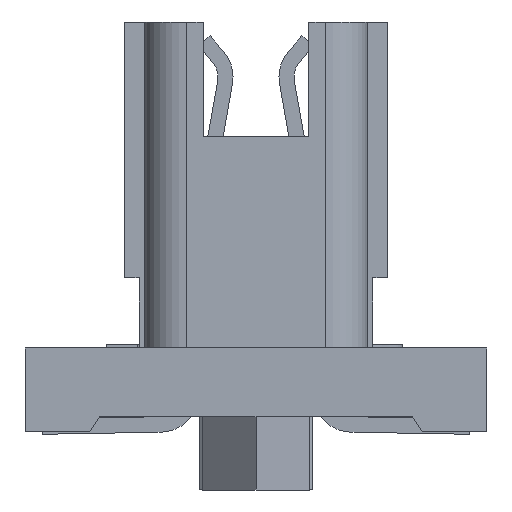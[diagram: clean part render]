
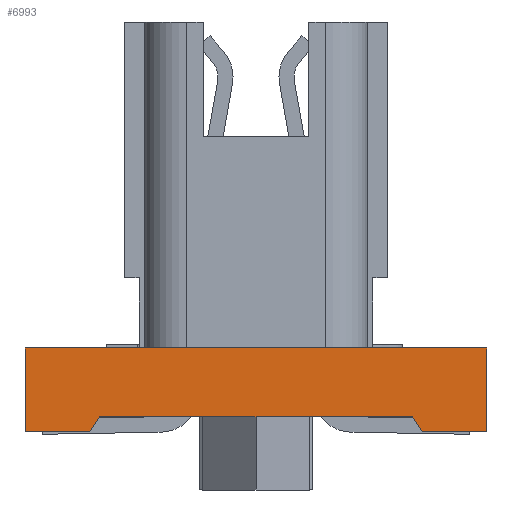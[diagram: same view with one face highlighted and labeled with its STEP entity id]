
A CAD part, left-side view. The second image highlights one B-rep face of the part: STEP entity #6993.
In plain terms, the highlighted planar face has unit normal (-1, 0, 0).
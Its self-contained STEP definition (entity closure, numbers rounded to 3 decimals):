
#6759=CARTESIAN_POINT('',(-17.95,3.025,1.13));
#6760=VERTEX_POINT('',#6759);
#6769=CARTESIAN_POINT('',(-17.95,-3.025,1.13));
#6770=VERTEX_POINT('',#6769);
#6771=CARTESIAN_POINT('',(-17.95,-3.025,1.13));
#6772=DIRECTION('',(0.0,1.0,0.0));
#6773=VECTOR('',#6772,6.05);
#6774=LINE('',#6771,#6773);
#6775=EDGE_CURVE('',#6770,#6760,#6774,.T.);
#6919=CARTESIAN_POINT('',(-17.95,3.025,0.03));
#6920=VERTEX_POINT('',#6919);
#6927=CARTESIAN_POINT('',(-17.95,3.025,1.13));
#6928=DIRECTION('',(0.0,0.0,-1.0));
#6929=VECTOR('',#6928,1.1);
#6930=LINE('',#6927,#6929);
#6931=EDGE_CURVE('',#6760,#6920,#6930,.T.);
#6938=CARTESIAN_POINT('',(-17.95,-3.328,-0.025));
#6939=DIRECTION('',(1.0,0.0,0.0));
#6940=DIRECTION('',(0.0,0.0,-1.0));
#6941=AXIS2_PLACEMENT_3D('',#6938,#6939,#6940);
#6942=PLANE('',#6941);
#6943=ORIENTED_EDGE('',*,*,#6931,.T.);
#6944=CARTESIAN_POINT('',(-17.95,2.175,0.03));
#6945=VERTEX_POINT('',#6944);
#6946=CARTESIAN_POINT('',(-17.95,3.025,0.03));
#6947=DIRECTION('',(0.0,-1.0,0.0));
#6948=VECTOR('',#6947,0.85);
#6949=LINE('',#6946,#6948);
#6950=EDGE_CURVE('',#6920,#6945,#6949,.T.);
#6951=ORIENTED_EDGE('',*,*,#6950,.T.);
#6952=CARTESIAN_POINT('',(-17.95,2.045,0.23));
#6953=VERTEX_POINT('',#6952);
#6954=CARTESIAN_POINT('',(-17.95,2.175,0.03));
#6955=DIRECTION('',(0.0,-0.545,0.838));
#6956=VECTOR('',#6955,0.239);
#6957=LINE('',#6954,#6956);
#6958=EDGE_CURVE('',#6945,#6953,#6957,.T.);
#6959=ORIENTED_EDGE('',*,*,#6958,.T.);
#6960=CARTESIAN_POINT('',(-17.95,-2.045,0.23));
#6961=VERTEX_POINT('',#6960);
#6962=CARTESIAN_POINT('',(-17.95,2.045,0.23));
#6963=DIRECTION('',(0.0,-1.0,0.0));
#6964=VECTOR('',#6963,4.09);
#6965=LINE('',#6962,#6964);
#6966=EDGE_CURVE('',#6953,#6961,#6965,.T.);
#6967=ORIENTED_EDGE('',*,*,#6966,.T.);
#6968=CARTESIAN_POINT('',(-17.95,-2.175,0.03));
#6969=VERTEX_POINT('',#6968);
#6970=CARTESIAN_POINT('',(-17.95,-2.045,0.23));
#6971=DIRECTION('',(0.0,-0.545,-0.838));
#6972=VECTOR('',#6971,0.239);
#6973=LINE('',#6970,#6972);
#6974=EDGE_CURVE('',#6961,#6969,#6973,.T.);
#6975=ORIENTED_EDGE('',*,*,#6974,.T.);
#6976=CARTESIAN_POINT('',(-17.95,-3.025,0.03));
#6977=VERTEX_POINT('',#6976);
#6978=CARTESIAN_POINT('',(-17.95,-2.175,0.03));
#6979=DIRECTION('',(0.0,-1.0,0.0));
#6980=VECTOR('',#6979,0.85);
#6981=LINE('',#6978,#6980);
#6982=EDGE_CURVE('',#6969,#6977,#6981,.T.);
#6983=ORIENTED_EDGE('',*,*,#6982,.T.);
#6984=CARTESIAN_POINT('',(-17.95,-3.025,0.03));
#6985=DIRECTION('',(0.0,0.0,1.0));
#6986=VECTOR('',#6985,1.1);
#6987=LINE('',#6984,#6986);
#6988=EDGE_CURVE('',#6977,#6770,#6987,.T.);
#6989=ORIENTED_EDGE('',*,*,#6988,.T.);
#6990=ORIENTED_EDGE('',*,*,#6775,.T.);
#6991=EDGE_LOOP('',(#6943,#6951,#6959,#6967,#6975,#6983,#6989,#6990));
#6992=FACE_OUTER_BOUND('',#6991,.T.);
#6993=ADVANCED_FACE('',(#6992),#6942,.F.);
